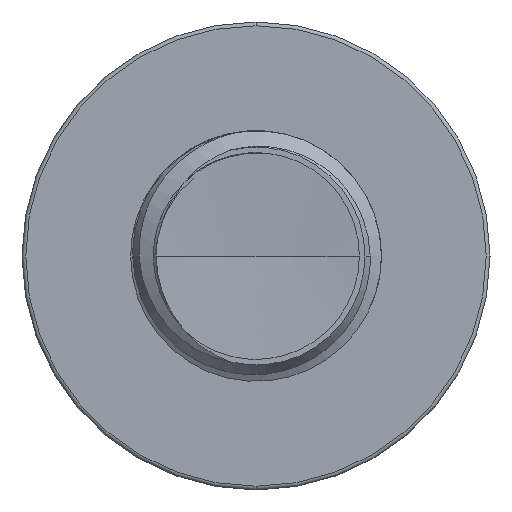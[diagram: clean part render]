
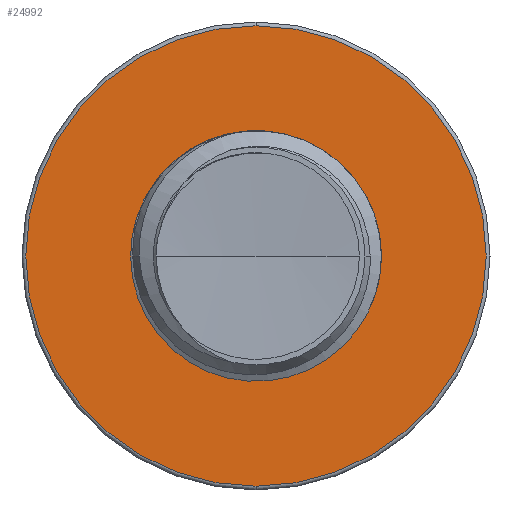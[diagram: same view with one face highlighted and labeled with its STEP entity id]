
A CAD part, front view. The second image highlights one B-rep face of the part: STEP entity #24992.
In plain terms, the highlighted planar face has unit normal (0, -1, 0).
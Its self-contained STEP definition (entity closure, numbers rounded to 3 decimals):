
#126 = VERTEX_POINT ( 'NONE', #5897 ) ;
#906 = CARTESIAN_POINT ( 'NONE',  ( 0., 7.5, 0. ) ) ;
#1070 = DIRECTION ( 'NONE',  ( 0., -1., 0. ) ) ;
#1514 = AXIS2_PLACEMENT_3D ( 'NONE', #14293, #1070, #16477 ) ;
#2810 = AXIS2_PLACEMENT_3D ( 'NONE', #4647, #20176, #6973 ) ;
#2947 = DIRECTION ( 'NONE',  ( 0., 0., -1. ) ) ;
#3092 = ORIENTED_EDGE ( 'NONE', *, *, #26924, .T. ) ;
#4586 = AXIS2_PLACEMENT_3D ( 'NONE', #5627, #21031, #7918 ) ;
#4647 = CARTESIAN_POINT ( 'NONE',  ( 0., 7.5, 1.436 ) ) ;
#5627 = CARTESIAN_POINT ( 'NONE',  ( 0., 7.5, 0. ) ) ;
#5897 = CARTESIAN_POINT ( 'NONE',  ( 0., 7.5, 2.755 ) ) ;
#6632 = FACE_OUTER_BOUND ( 'NONE', #11484, .T. ) ;
#6973 = DIRECTION ( 'NONE',  ( 0., 0., -1. ) ) ;
#7918 = DIRECTION ( 'NONE',  ( 0., 0., -1. ) ) ;
#9441 = CARTESIAN_POINT ( 'NONE',  ( 0., 7.5, -1.436 ) ) ;
#10014 = CARTESIAN_POINT ( 'NONE',  ( 0., 7.5, -2.755 ) ) ;
#10087 = VERTEX_POINT ( 'NONE', #24356 ) ;
#10153 = CIRCLE ( 'NONE', #4586, 2.755 ) ;
#11474 = EDGE_CURVE ( 'NONE', #11773, #126, #13123, .T. ) ;
#11484 = EDGE_LOOP ( 'NONE', ( #25610, #3092 ) ) ;
#11773 = VERTEX_POINT ( 'NONE', #10014 ) ;
#11838 = EDGE_LOOP ( 'NONE', ( #20692, #26238 ) ) ;
#11889 = CARTESIAN_POINT ( 'NONE',  ( 0., 7.5, 0. ) ) ;
#12707 = EDGE_CURVE ( 'NONE', #25205, #10087, #25428, .T. ) ;
#12734 = CIRCLE ( 'NONE', #17568, 1.436 ) ;
#13123 = CIRCLE ( 'NONE', #22952, 2.755 ) ;
#14131 = DIRECTION ( 'NONE',  ( 0., 0., -1. ) ) ;
#14293 = CARTESIAN_POINT ( 'NONE',  ( 0., 7.5, 0. ) ) ;
#15866 = PLANE ( 'NONE',  #2810 ) ;
#16007 = EDGE_CURVE ( 'NONE', #10087, #25205, #12734, .T. ) ;
#16310 = DIRECTION ( 'NONE',  ( 0., -1., 0. ) ) ;
#16477 = DIRECTION ( 'NONE',  ( 0., 0., -1. ) ) ;
#17568 = AXIS2_PLACEMENT_3D ( 'NONE', #906, #16310, #2947 ) ;
#17777 = FACE_BOUND ( 'NONE', #11838, .T. ) ;
#20176 = DIRECTION ( 'NONE',  ( 0., -1., 0. ) ) ;
#20692 = ORIENTED_EDGE ( 'NONE', *, *, #12707, .F. ) ;
#21031 = DIRECTION ( 'NONE',  ( 0., -1., 0. ) ) ;
#22952 = AXIS2_PLACEMENT_3D ( 'NONE', #11889, #26824, #14131 ) ;
#24356 = CARTESIAN_POINT ( 'NONE',  ( 0., 7.5, 1.436 ) ) ;
#24992 = ADVANCED_FACE ( 'NONE', ( #6632, #17777 ), #15866, .T. ) ;
#25205 = VERTEX_POINT ( 'NONE', #9441 ) ;
#25428 = CIRCLE ( 'NONE', #1514, 1.436 ) ;
#25610 = ORIENTED_EDGE ( 'NONE', *, *, #11474, .T. ) ;
#26238 = ORIENTED_EDGE ( 'NONE', *, *, #16007, .F. ) ;
#26824 = DIRECTION ( 'NONE',  ( 0., -1., 0. ) ) ;
#26924 = EDGE_CURVE ( 'NONE', #126, #11773, #10153, .T. ) ;
